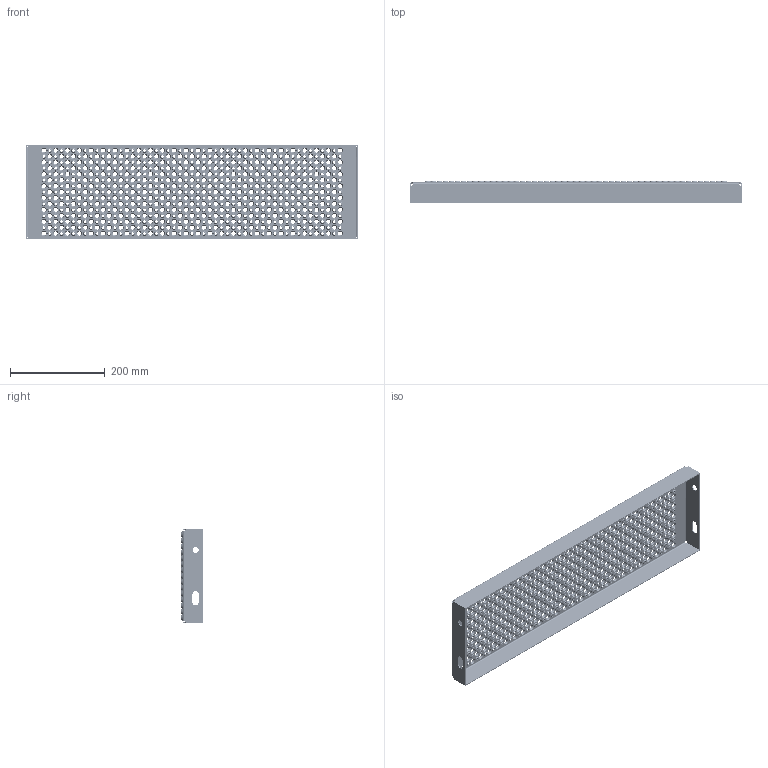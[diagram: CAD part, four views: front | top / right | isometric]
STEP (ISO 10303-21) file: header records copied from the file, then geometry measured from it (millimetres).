
FILE_DESCRIPTION (( 'STEP AP203' ), '1' );
FILE_NAME ('21034_PcP RUSTFRI TRIN_O2_200x700X45mm_M_OPTRÆK.STEP', '2014-01-28T09:59:38', ( '' ), ( '' ), 'SwSTEP 2.0', 'SolidWorks 2013', '' );
FILE_SCHEMA (( 'CONFIG_CONTROL_DESIGN' ));
Products named in the file (1): 21034_PcP RUSTFRI TRIN_O2_200x700X45mm_M_OPTRÆK
Bounding box: 700 x 45 x 200 mm (x, y, z)
Volume: 419295.1 mm3; surface area: 446589.2 mm2
Topology: 1 solids, 1 shells, 5417 faces, 12388 edges, 7738 vertices
Faces by surface type: cone 3060, cylinder 1558, plane 791, bspline 8
Entity records: 158413 total; most frequent: DIRECTION 30866, CARTESIAN_POINT 26136, ORIENTED_EDGE 24776, AXIS2_PLACEMENT_3D 13100, EDGE_CURVE 12388, VERTEX_POINT 7738, EDGE_LOOP 7720, CIRCLE 7690
